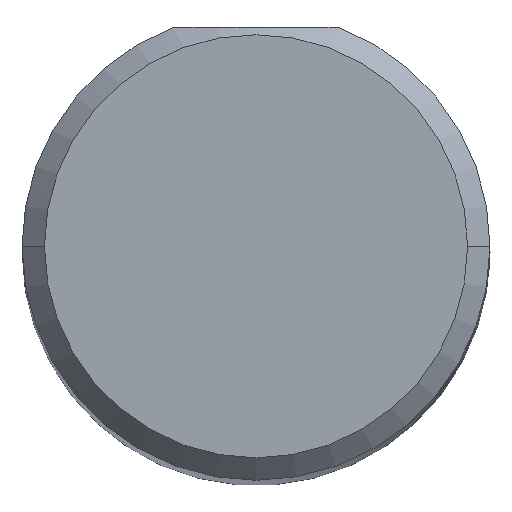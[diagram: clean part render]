
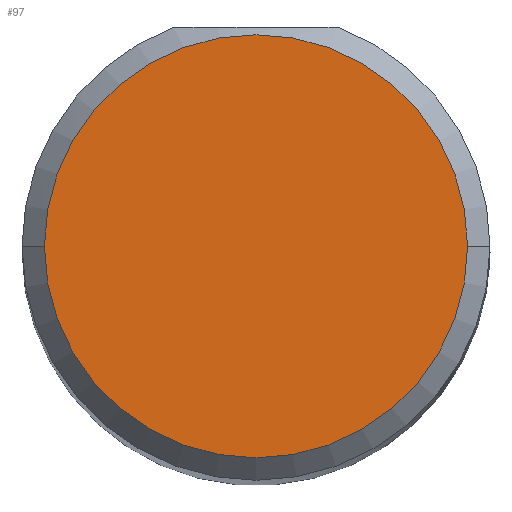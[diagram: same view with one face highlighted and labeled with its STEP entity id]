
A CAD part, top view. The second image highlights one B-rep face of the part: STEP entity #97.
In plain terms, the highlighted planar face has unit normal (0, 0, 1).
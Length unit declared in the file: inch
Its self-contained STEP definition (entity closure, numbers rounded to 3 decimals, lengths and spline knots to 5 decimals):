
#72 = CIRCLE ( 'NONE', #269, 0.14125 ) ;
#97 = ADVANCED_FACE ( 'NONE', ( #318 ), #578, .T. ) ;
#121 = EDGE_CURVE ( 'NONE', #247, #565, #72, .T. ) ;
#227 = DIRECTION ( 'NONE',  ( 0., 0., 1. ) ) ;
#238 = ORIENTED_EDGE ( 'NONE', *, *, #648, .T. ) ;
#247 = VERTEX_POINT ( 'NONE', #544 ) ;
#268 = DIRECTION ( 'NONE',  ( 1., 0., 0. ) ) ;
#269 = AXIS2_PLACEMENT_3D ( 'NONE', #640, #442, #547 ) ;
#275 = DIRECTION ( 'NONE',  ( 0., 0., 1. ) ) ;
#318 = FACE_OUTER_BOUND ( 'NONE', #331, .T. ) ;
#331 = EDGE_LOOP ( 'NONE', ( #238, #338 ) ) ;
#335 = CIRCLE ( 'NONE', #512, 0.14125 ) ;
#338 = ORIENTED_EDGE ( 'NONE', *, *, #121, .T. ) ;
#433 = DIRECTION ( 'NONE',  ( 1., 0., 0. ) ) ;
#437 = CARTESIAN_POINT ( 'NONE',  ( 0., 0., 2.5 ) ) ;
#442 = DIRECTION ( 'NONE',  ( 0., 0., 1. ) ) ;
#512 = AXIS2_PLACEMENT_3D ( 'NONE', #437, #227, #433 ) ;
#543 = CARTESIAN_POINT ( 'NONE',  ( -0.14125, 0., 2.5 ) ) ;
#544 = CARTESIAN_POINT ( 'NONE',  ( 0.14125, 0., 2.5 ) ) ;
#547 = DIRECTION ( 'NONE',  ( 1., 0., 0. ) ) ;
#554 = AXIS2_PLACEMENT_3D ( 'NONE', #636, #275, #268 ) ;
#565 = VERTEX_POINT ( 'NONE', #543 ) ;
#578 = PLANE ( 'NONE',  #554 ) ;
#636 = CARTESIAN_POINT ( 'NONE',  ( 0., 0., 2.5 ) ) ;
#640 = CARTESIAN_POINT ( 'NONE',  ( 0., 0., 2.5 ) ) ;
#648 = EDGE_CURVE ( 'NONE', #565, #247, #335, .T. ) ;
